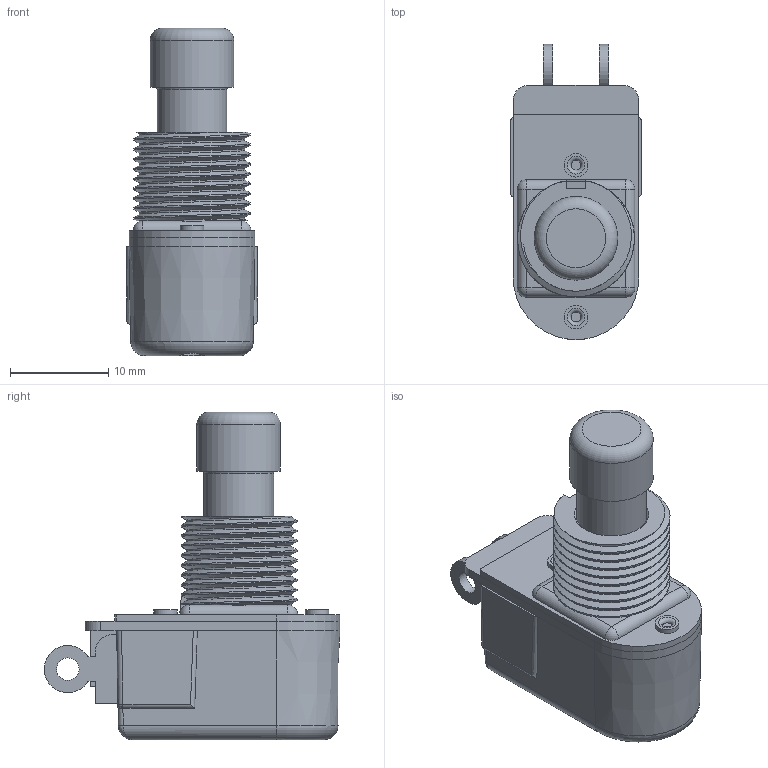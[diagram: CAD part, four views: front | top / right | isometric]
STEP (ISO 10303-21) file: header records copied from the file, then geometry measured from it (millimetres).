
FILE_DESCRIPTION(/* description */ (''),/* implementation_level */ '2;1');
FILE_NAME(/* name */ 'Momentary footswitch.step',/* time_stamp */ '2021-07-12T23:23:39+03:00',/* author */ (''),/* organization */ (''),/* preprocessor_version */ 'ST-DEVELOPER v18.1',/* originating_system */ 'Autodesk Translation Framework v10.9.0.1377',/* authorisation */ '');
FILE_SCHEMA (('AUTOMOTIVE_DESIGN { 1 0 10303 214 3 1 1 }'));
Length unit declared in the file: millimetre
Products named in the file (1): Momentary footswitch
Bounding box: 13.3 x 30.07 x 33.35 mm (x, y, z)
Volume: 5029.2 mm3; surface area: 4903.8 mm2
Topology: 9 solids, 9 shells, 212 faces, 542 edges, 352 vertices
Faces by surface type: plane 104, cylinder 65, bspline 30, torus 7, sphere 4, cone 2
Full cylindrical faces by diameter (mm): 1.5 x8, 2.3 x2, 2.4 x2, 2.8 x2, 3 x2, 7.1 x1, 7.2 x1, 8.5 x1, 10.741 x3
Entity records: 9217 total; most frequent: CARTESIAN_POINT 4130, ORIENTED_EDGE 1076, DIRECTION 942, EDGE_CURVE 538, VERTEX_POINT 352, AXIS2_PLACEMENT_3D 320, LINE 302, VECTOR 302
